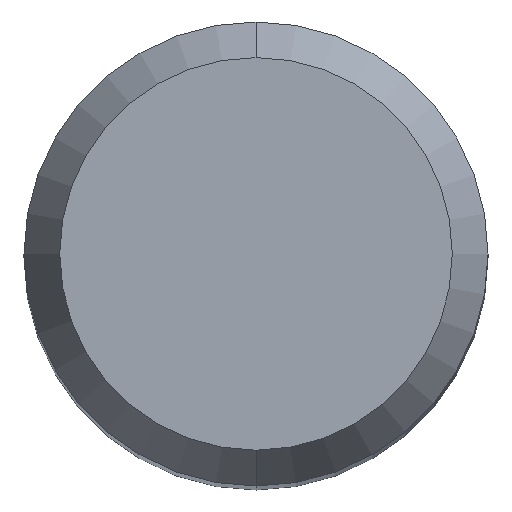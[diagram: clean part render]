
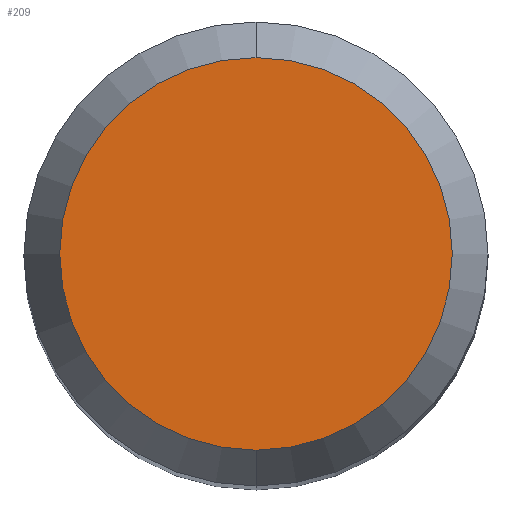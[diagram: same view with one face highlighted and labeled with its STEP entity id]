
A CAD part, top view. The second image highlights one B-rep face of the part: STEP entity #209.
In plain terms, the highlighted planar face has unit normal (0, 0, 1).
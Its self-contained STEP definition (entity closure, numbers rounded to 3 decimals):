
#209=ADVANCED_FACE('',(#488),#489,.T.);
#281=EDGE_CURVE('',#309,#283,#570,.T.);
#283=VERTEX_POINT('',#572);
#309=VERTEX_POINT('',#599);
#337=EDGE_CURVE('',#283,#309,#628,.T.);
#488=FACE_OUTER_BOUND('',#826,.T.);
#489=PLANE('',#827);
#570=CIRCLE('',#1015,2.538);
#572=CARTESIAN_POINT('',(0.0,2.538,29.385));
#599=CARTESIAN_POINT('',(0.,-2.538,29.385));
#628=CIRCLE('',#1148,2.538);
#826=EDGE_LOOP('',(#1393,#1394));
#827=AXIS2_PLACEMENT_3D('',#1395,#1396,#1397);
#1015=AXIS2_PLACEMENT_3D('',#1496,#1497,#1498);
#1148=AXIS2_PLACEMENT_3D('',#1529,#1530,#1531);
#1393=ORIENTED_EDGE('',*,*,#337,.F.);
#1394=ORIENTED_EDGE('',*,*,#281,.F.);
#1395=CARTESIAN_POINT('',(0.0,1.269,29.385));
#1396=DIRECTION('',(-0.0,0.0,1.0));
#1397=DIRECTION('',(0.0,-1.0,0.0));
#1496=CARTESIAN_POINT('',(0.0,0.0,29.385));
#1497=DIRECTION('',(0.0,0.0,-1.0));
#1498=DIRECTION('',(0.0,1.0,0.0));
#1529=CARTESIAN_POINT('',(0.0,0.0,29.385));
#1530=DIRECTION('',(0.0,0.0,-1.0));
#1531=DIRECTION('',(0.0,1.0,0.0));
